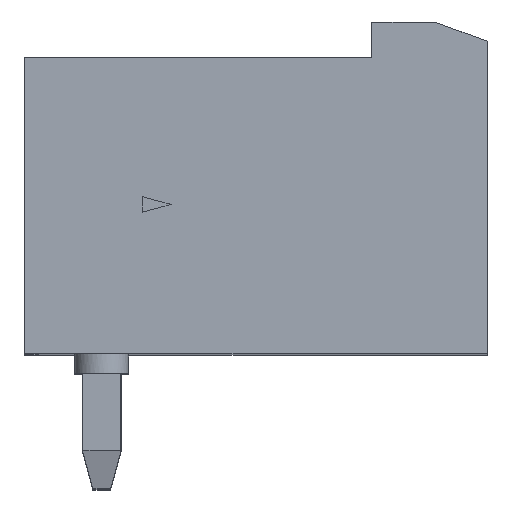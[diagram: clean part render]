
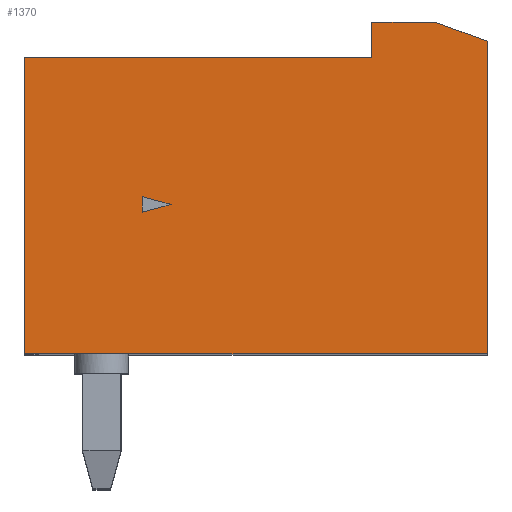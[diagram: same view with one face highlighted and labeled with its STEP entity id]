
A CAD part, top view. The second image highlights one B-rep face of the part: STEP entity #1370.
In plain terms, the highlighted planar face has unit normal (0, 0, 1).
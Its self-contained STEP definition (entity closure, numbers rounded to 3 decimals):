
#480=CARTESIAN_POINT('',(46.923,38.338,
   3.81));
#490=DIRECTION('',(0.,0.,
   1.));
#500=DIRECTION('',(1.,0.,
   0.));
#510=AXIS2_PLACEMENT_3D('',#480,#490,#500);
#520=PLANE('',#510);
#530=CARTESIAN_POINT('',(0.,37.773,
   3.81));
#540=DIRECTION('',(1.,0.,
   0.));
#550=VECTOR('',#540,1.);
#560=LINE('',#530,#550);
#570=CARTESIAN_POINT('',(36.627,37.773,
   3.81));
#580=VERTEX_POINT('',#570);
#590=CARTESIAN_POINT('',(48.627,37.773,
   3.81));
#600=VERTEX_POINT('',#590);
#610=EDGE_CURVE('',#580,#600,#560,.T.);
#620=ORIENTED_EDGE('',*,*,#610,.T.);
#630=CARTESIAN_POINT('',(36.627,0.,
   3.81));
#640=DIRECTION('',(0.,-1.,
   0.));
#650=VECTOR('',#640,1.);
#660=LINE('',#630,#650);
#670=CARTESIAN_POINT('',(36.627,45.443,
   3.81));
#680=VERTEX_POINT('',#670);
#690=EDGE_CURVE('',#680,#580,#660,.T.);
#700=ORIENTED_EDGE('',*,*,#690,.T.);
#710=CARTESIAN_POINT('',(0.,45.443,
   3.81));
#720=DIRECTION('',(-1.,0.,
   0.));
#730=VECTOR('',#720,1.);
#740=LINE('',#710,#730);
#750=CARTESIAN_POINT('',(45.627,45.443,
   3.81));
#760=VERTEX_POINT('',#750);
#770=EDGE_CURVE('',#760,#680,#740,.T.);
#780=ORIENTED_EDGE('',*,*,#770,.T.);
#790=CARTESIAN_POINT('',(45.627,0.,
   3.81));
#800=DIRECTION('',(0.,-1.,
   0.));
#810=VECTOR('',#800,1.);
#820=LINE('',#790,#810);
#830=CARTESIAN_POINT('',(45.627,46.373,
   3.81));
#840=VERTEX_POINT('',#830);
#850=EDGE_CURVE('',#840,#760,#820,.T.);
#860=ORIENTED_EDGE('',*,*,#850,.T.);
#870=CARTESIAN_POINT('',(0.,46.373,
   3.81));
#880=DIRECTION('',(-1.,0.,
   0.));
#890=VECTOR('',#880,1.);
#900=LINE('',#870,#890);
#910=CARTESIAN_POINT('',(47.253,46.373,
   3.81));
#920=VERTEX_POINT('',#910);
#930=EDGE_CURVE('',#920,#840,#900,.T.);
#940=ORIENTED_EDGE('',*,*,#930,.T.);
#950=CARTESIAN_POINT('',(0.,63.571,
   3.81));
#960=DIRECTION('',(-0.94,0.342,
   0.));
#970=VECTOR('',#960,1.);
#980=LINE('',#950,#970);
#990=CARTESIAN_POINT('',(48.627,45.873,
   3.81));
#1000=VERTEX_POINT('',#990);
#1010=EDGE_CURVE('',#1000,#920,#980,.T.);
#1020=ORIENTED_EDGE('',*,*,#1010,.T.);
#1030=CARTESIAN_POINT('',(48.627,0.,
   3.81));
#1040=DIRECTION('',(0.,1.,
   0.));
#1050=VECTOR('',#1040,1.);
#1060=LINE('',#1030,#1050);
#1070=EDGE_CURVE('',#600,#1000,#1060,.T.);
#1080=ORIENTED_EDGE('',*,*,#1070,.T.);
#1090=EDGE_LOOP('',(#1080,#1020,#940,#860,#780,#700,#620));
#1100=FACE_OUTER_BOUND('',#1090,.T.);
#1110=CARTESIAN_POINT('',(39.677,0.,
   3.81));
#1120=DIRECTION('',(0.,-1.,
   0.));
#1130=VECTOR('',#1120,1.);
#1140=LINE('',#1110,#1130);
#1150=CARTESIAN_POINT('',(39.677,41.844,
   3.81));
#1160=VERTEX_POINT('',#1150);
#1170=CARTESIAN_POINT('',(39.677,41.442,
   3.81));
#1180=VERTEX_POINT('',#1170);
#1190=EDGE_CURVE('',#1160,#1180,#1140,.T.);
#1200=ORIENTED_EDGE('',*,*,#1190,.F.);
#1210=CARTESIAN_POINT('',(0.,30.81,
   3.81));
#1220=DIRECTION('',(0.966,0.259,
   0.));
#1230=VECTOR('',#1220,1.);
#1240=LINE('',#1210,#1230);
#1250=CARTESIAN_POINT('',(40.427,41.643,
   3.81));
#1260=VERTEX_POINT('',#1250);
#1270=EDGE_CURVE('',#1180,#1260,#1240,.T.);
#1280=ORIENTED_EDGE('',*,*,#1270,.F.);
#1290=CARTESIAN_POINT('',(0.,52.475,
   3.81));
#1300=DIRECTION('',(-0.966,0.259,
   0.));
#1310=VECTOR('',#1300,1.);
#1320=LINE('',#1290,#1310);
#1330=EDGE_CURVE('',#1260,#1160,#1320,.T.);
#1340=ORIENTED_EDGE('',*,*,#1330,.F.);
#1350=EDGE_LOOP('',(#1340,#1280,#1200));
#1360=FACE_BOUND('',#1350,.T.);
#1370=ADVANCED_FACE('',(#1100,#1360),#520,.T.);
